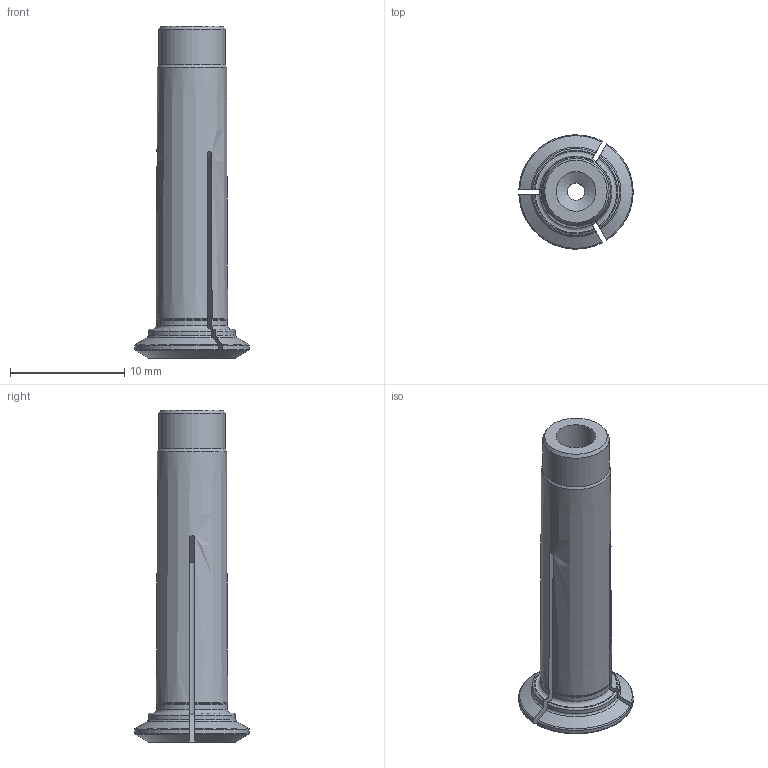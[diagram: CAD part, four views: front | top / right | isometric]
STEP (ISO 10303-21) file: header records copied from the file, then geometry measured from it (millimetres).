
FILE_DESCRIPTION(/* description */ (''),/* implementation_level */ '2;1');
FILE_NAME(/* name */ '170601500.stp',/* time_stamp */ '2021-04-27T10:37:23',/* author */ ('LRA'),/* organization */ ('REGO-FIX'),/* preprocessor_version */ ' Unknown',/* originating_system */ 'SIEMENS PLM Software Solid Edge ST10',/* authorization */ 'Unknown');
FILE_SCHEMA (('AUTOMOTIVE_DESIGN { 1 0 10303 214 2 1 1}'));
Length unit declared in the file: millimetre
Products named in the file (1): 0024265
Bounding box: 9.99 x 10 x 29 mm (x, y, z)
Volume: 773.6 mm3; surface area: 1066.4 mm2
Topology: 1 solids, 1 shells, 62 faces, 188 edges, 124 vertices
Faces by surface type: torus 18, plane 17, cone 14, cylinder 13
Full cylindrical faces by diameter (mm): 1.5 x1, 3.459 x2, 5.8 x1
Entity records: 2396 total; most frequent: CARTESIAN_POINT 542, ORIENTED_EDGE 344, DIRECTION 305, EDGE_CURVE 172, AXIS2_PLACEMENT_3D 127, VERTEX_POINT 118, EDGE_LOOP 76, FACE_BOUND 76
